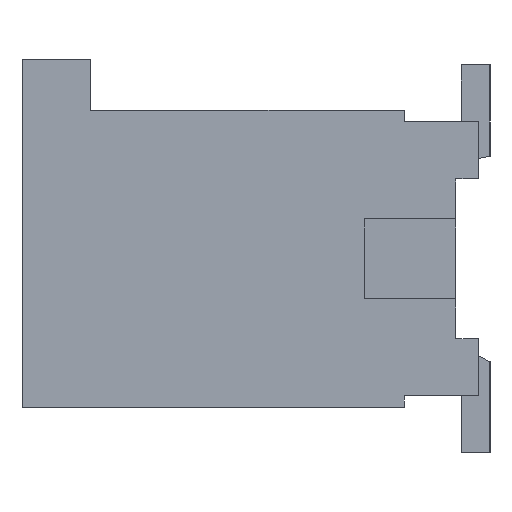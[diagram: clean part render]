
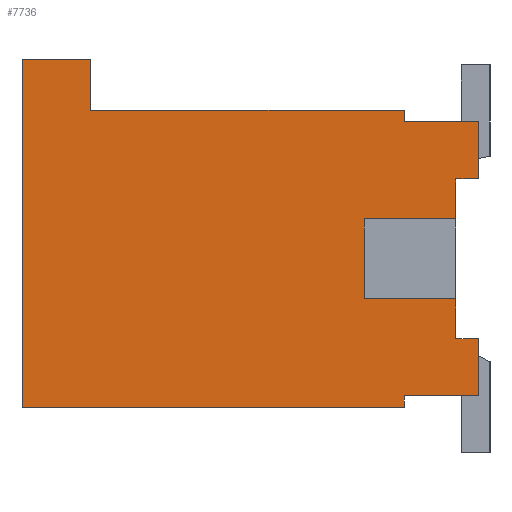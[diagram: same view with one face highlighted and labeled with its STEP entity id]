
A CAD part, left-side view. The second image highlights one B-rep face of the part: STEP entity #7736.
In plain terms, the highlighted planar face has unit normal (-1, 0, 0).
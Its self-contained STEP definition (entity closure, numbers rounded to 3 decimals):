
#1=DIRECTION('',(0.,0.,-1.));
#2=VECTOR('',#1,0.7);
#3=CARTESIAN_POINT('',(-5.8,-0.956,-0.05));
#4=LINE('',#3,#2);
#5=DIRECTION('',(0.,-1.,0.));
#6=VECTOR('',#5,0.8);
#7=CARTESIAN_POINT('',(-5.8,-0.956,-0.75));
#8=LINE('',#7,#6);
#9=DIRECTION('',(0.,0.,-1.));
#10=VECTOR('',#9,0.35);
#11=CARTESIAN_POINT('',(-5.8,-1.756,-0.75));
#12=LINE('',#11,#10);
#13=DIRECTION('',(0.,-1.,0.));
#14=VECTOR('',#13,0.2);
#15=CARTESIAN_POINT('',(-5.8,-1.756,-1.1));
#16=LINE('',#15,#14);
#17=DIRECTION('',(0.,0.,-1.));
#18=VECTOR('',#17,0.5);
#19=CARTESIAN_POINT('',(-5.8,-1.956,-1.1));
#20=LINE('',#19,#18);
#21=DIRECTION('',(0.,1.,0.));
#22=VECTOR('',#21,0.65);
#23=CARTESIAN_POINT('',(-5.8,-1.956,-1.6));
#24=LINE('',#23,#22);
#25=DIRECTION('',(0.,0.,-1.));
#26=VECTOR('',#25,0.1);
#27=CARTESIAN_POINT('',(-5.8,-1.306,-1.6));
#28=LINE('',#27,#26);
#29=DIRECTION('',(0.,1.,0.));
#30=VECTOR('',#29,3.35);
#31=CARTESIAN_POINT('',(-5.8,-1.306,-1.7));
#32=LINE('',#31,#30);
#33=DIRECTION('',(0.,0.,1.));
#34=VECTOR('',#33,3.05);
#35=CARTESIAN_POINT('',(-5.8,2.044,-1.7));
#36=LINE('',#35,#34);
#37=DIRECTION('',(0.,-1.,0.));
#38=VECTOR('',#37,0.6);
#39=CARTESIAN_POINT('',(-5.8,2.044,1.35));
#40=LINE('',#39,#38);
#41=DIRECTION('',(0.,0.,-1.));
#42=VECTOR('',#41,0.45);
#43=CARTESIAN_POINT('',(-5.8,1.444,1.35));
#44=LINE('',#43,#42);
#45=DIRECTION('',(0.,-1.,0.));
#46=VECTOR('',#45,2.75);
#47=CARTESIAN_POINT('',(-5.8,1.444,0.9));
#48=LINE('',#47,#46);
#49=DIRECTION('',(0.,0.,-1.));
#50=VECTOR('',#49,0.1);
#51=CARTESIAN_POINT('',(-5.8,-1.306,0.9));
#52=LINE('',#51,#50);
#53=DIRECTION('',(0.,-1.,0.));
#54=VECTOR('',#53,0.65);
#55=CARTESIAN_POINT('',(-5.8,-1.306,0.8));
#56=LINE('',#55,#54);
#57=DIRECTION('',(0.,0.,-1.));
#58=VECTOR('',#57,0.5);
#59=CARTESIAN_POINT('',(-5.8,-1.956,0.8));
#60=LINE('',#59,#58);
#61=DIRECTION('',(0.,1.,0.));
#62=VECTOR('',#61,0.2);
#63=CARTESIAN_POINT('',(-5.8,-1.956,0.3));
#64=LINE('',#63,#62);
#65=DIRECTION('',(0.,0.,-1.));
#66=VECTOR('',#65,0.35);
#67=CARTESIAN_POINT('',(-5.8,-1.756,0.3));
#68=LINE('',#67,#66);
#69=DIRECTION('',(0.,-1.,0.));
#70=VECTOR('',#69,0.8);
#71=CARTESIAN_POINT('',(-5.8,-0.956,-0.05));
#72=LINE('',#71,#70);
#5877=CARTESIAN_POINT('',(-5.8,2.044,1.35));
#5878=CARTESIAN_POINT('',(-5.8,1.444,1.35));
#5879=VERTEX_POINT('',#5877);
#5880=VERTEX_POINT('',#5878);
#5881=CARTESIAN_POINT('',(-5.8,1.444,0.9));
#5882=VERTEX_POINT('',#5881);
#5883=CARTESIAN_POINT('',(-5.8,-1.306,0.9));
#5884=VERTEX_POINT('',#5883);
#5885=CARTESIAN_POINT('',(-5.8,-1.956,-1.1));
#5886=CARTESIAN_POINT('',(-5.8,-1.956,-1.6));
#5887=VERTEX_POINT('',#5885);
#5888=VERTEX_POINT('',#5886);
#5889=CARTESIAN_POINT('',(-5.8,-1.306,-1.7));
#5890=CARTESIAN_POINT('',(-5.8,2.044,-1.7));
#5891=VERTEX_POINT('',#5889);
#5892=VERTEX_POINT('',#5890);
#5905=CARTESIAN_POINT('',(-5.8,-1.956,0.8));
#5906=CARTESIAN_POINT('',(-5.8,-1.956,0.3));
#5907=VERTEX_POINT('',#5905);
#5908=VERTEX_POINT('',#5906);
#5909=CARTESIAN_POINT('',(-5.8,-1.756,0.3));
#5910=VERTEX_POINT('',#5909);
#5911=CARTESIAN_POINT('',(-5.8,-1.756,-1.1));
#5912=VERTEX_POINT('',#5911);
#7325=CARTESIAN_POINT('',(-5.8,-1.306,0.8));
#7326=VERTEX_POINT('',#7325);
#7327=CARTESIAN_POINT('',(-5.8,-1.306,-1.6));
#7328=VERTEX_POINT('',#7327);
#7377=CARTESIAN_POINT('',(-5.8,-0.956,-0.05));
#7378=CARTESIAN_POINT('',(-5.8,-0.956,-0.75));
#7379=VERTEX_POINT('',#7377);
#7380=VERTEX_POINT('',#7378);
#7381=CARTESIAN_POINT('',(-5.8,-1.756,-0.75));
#7382=VERTEX_POINT('',#7381);
#7383=CARTESIAN_POINT('',(-5.8,-1.756,-0.05));
#7384=VERTEX_POINT('',#7383);
#7693=CARTESIAN_POINT('',(-5.8,0.,0.));
#7694=DIRECTION('',(1.,0.,0.));
#7695=DIRECTION('',(0.,0.,-1.));
#7696=AXIS2_PLACEMENT_3D('',#7693,#7694,#7695);
#7697=PLANE('',#7696);
#7699=ORIENTED_EDGE('',*,*,#7698,.T.);
#7701=ORIENTED_EDGE('',*,*,#7700,.T.);
#7703=ORIENTED_EDGE('',*,*,#7702,.T.);
#7705=ORIENTED_EDGE('',*,*,#7704,.T.);
#7707=ORIENTED_EDGE('',*,*,#7706,.T.);
#7709=ORIENTED_EDGE('',*,*,#7708,.T.);
#7711=ORIENTED_EDGE('',*,*,#7710,.T.);
#7713=ORIENTED_EDGE('',*,*,#7712,.T.);
#7715=ORIENTED_EDGE('',*,*,#7714,.T.);
#7717=ORIENTED_EDGE('',*,*,#7716,.T.);
#7719=ORIENTED_EDGE('',*,*,#7718,.T.);
#7721=ORIENTED_EDGE('',*,*,#7720,.T.);
#7723=ORIENTED_EDGE('',*,*,#7722,.T.);
#7725=ORIENTED_EDGE('',*,*,#7724,.T.);
#7727=ORIENTED_EDGE('',*,*,#7726,.T.);
#7729=ORIENTED_EDGE('',*,*,#7728,.T.);
#7731=ORIENTED_EDGE('',*,*,#7730,.T.);
#7733=ORIENTED_EDGE('',*,*,#7732,.F.);
#7734=EDGE_LOOP('',(#7699,#7701,#7703,#7705,#7707,#7709,#7711,#7713,#7715,#7717,
#7719,#7721,#7723,#7725,#7727,#7729,#7731,#7733));
#7735=FACE_OUTER_BOUND('',#7734,.F.);
#7736=ADVANCED_FACE('',(#7735),#7697,.F.);
#7698=EDGE_CURVE('',#7379,#7380,#4,.T.);
#7700=EDGE_CURVE('',#7380,#7382,#8,.T.);
#7702=EDGE_CURVE('',#7382,#5912,#12,.T.);
#7704=EDGE_CURVE('',#5912,#5887,#16,.T.);
#7706=EDGE_CURVE('',#5887,#5888,#20,.T.);
#7708=EDGE_CURVE('',#5888,#7328,#24,.T.);
#7710=EDGE_CURVE('',#7328,#5891,#28,.T.);
#7712=EDGE_CURVE('',#5891,#5892,#32,.T.);
#7714=EDGE_CURVE('',#5892,#5879,#36,.T.);
#7716=EDGE_CURVE('',#5879,#5880,#40,.T.);
#7718=EDGE_CURVE('',#5880,#5882,#44,.T.);
#7720=EDGE_CURVE('',#5882,#5884,#48,.T.);
#7722=EDGE_CURVE('',#5884,#7326,#52,.T.);
#7724=EDGE_CURVE('',#7326,#5907,#56,.T.);
#7726=EDGE_CURVE('',#5907,#5908,#60,.T.);
#7728=EDGE_CURVE('',#5908,#5910,#64,.T.);
#7730=EDGE_CURVE('',#5910,#7384,#68,.T.);
#7732=EDGE_CURVE('',#7379,#7384,#72,.T.);
